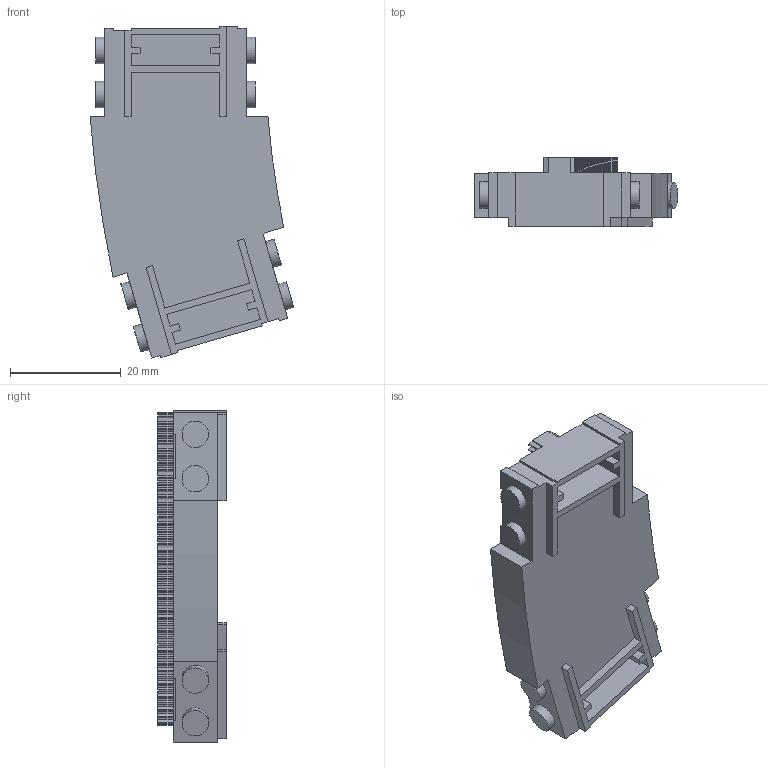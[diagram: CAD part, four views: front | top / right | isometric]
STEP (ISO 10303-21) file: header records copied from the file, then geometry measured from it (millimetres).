
FILE_DESCRIPTION(('Open CASCADE Model'),'2;1');
FILE_NAME('Open CASCADE Shape Model','2024-11-10T01:02:04',('Author'),( 'Open CASCADE'),'Open CASCADE STEP processor 7.7','Open CASCADE 7.7' ,'Unknown');
FILE_SCHEMA(('AUTOMOTIVE_DESIGN { 1 0 10303 214 1 1 1 1 }'));
Length unit declared in the file: millimetre
Products named in the file (1): Open CASCADE STEP translator 7.7 5
Bounding box: 36.78 x 12.4 x 59.98 mm (x, y, z)
Volume: 13017.9 mm3; surface area: 6573.2 mm2
Topology: 1 solids, 1 shells, 578 faces, 1698 edges, 1132 vertices
Faces by surface type: plane 472, cylinder 106
Full cylindrical faces by diameter (mm): 4.8 x8
Entity records: 41410 total; most frequent: CARTESIAN_POINT 7429, DIRECTION 6360, LINE 4670, VECTOR 4670, ORIENTED_EDGE 3396, PCURVE 3396, DEFINITIONAL_REPRESENTATION 3396, EDGE_CURVE 1698
